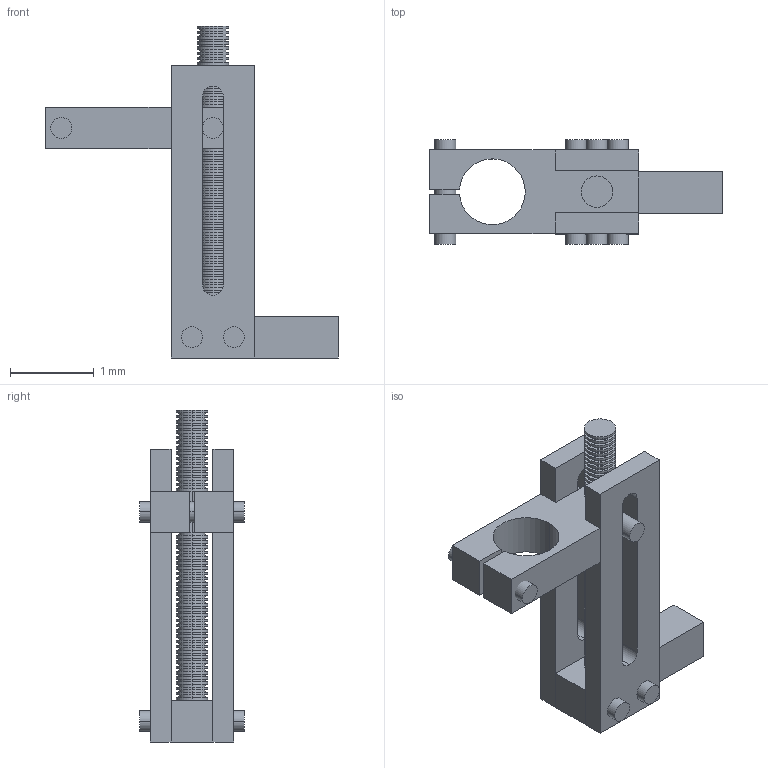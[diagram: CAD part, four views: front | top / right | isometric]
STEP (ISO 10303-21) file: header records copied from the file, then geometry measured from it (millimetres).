
FILE_DESCRIPTION(('STEP AP214'),'1');
FILE_NAME('tmp0.stp',' ',(' '),(' '),'XStep 1.0',' ',' ');
FILE_SCHEMA(('automotive_design'));
Length unit declared in the file: millimetre
Bounding box: 3.5 x 1.25 x 3.97 mm (x, y, z)
Volume: 3.2 mm3; surface area: 64.3 mm2
Topology: 134 solids, 134 shells, 577 faces, 927 edges, 618 vertices
Faces by surface type: plane 295, cylinder 282
Entity records: 21176 total; most frequent: DIRECTION 2913, CARTESIAN_POINT 2256, ORIENTED_EDGE 1854, AXIS2_PLACEMENT_3D 1275, EDGE_CURVE 927, STYLED_ITEM 711, PRESENTATION_STYLE_ASSIGNMENT 711, SURFACE_STYLE_USAGE 711
